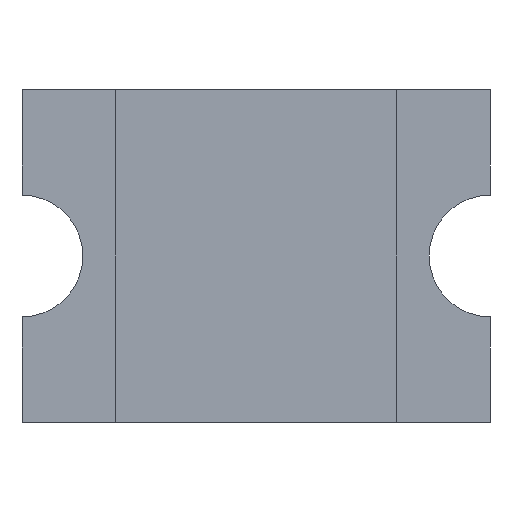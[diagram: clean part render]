
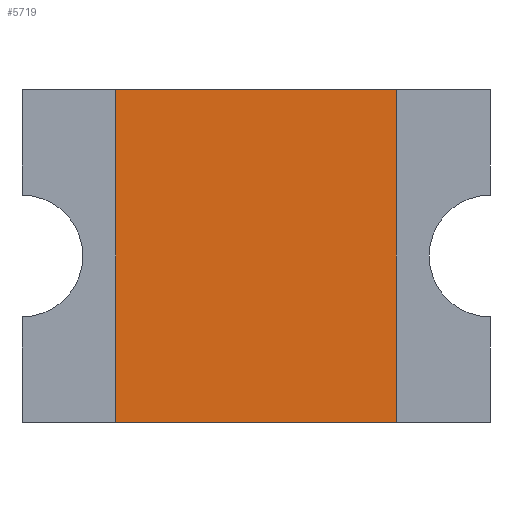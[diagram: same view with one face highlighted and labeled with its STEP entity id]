
A CAD part, front view. The second image highlights one B-rep face of the part: STEP entity #5719.
In plain terms, the highlighted planar face has unit normal (0, -1, 0).
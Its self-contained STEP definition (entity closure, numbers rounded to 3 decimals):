
#189 = ORIENTED_EDGE ( 'NONE', *, *, #3964, .F. ) ;
#411 = CARTESIAN_POINT ( 'NONE',  ( -1.35, -0.723, -1.6 ) ) ;
#1578 = CARTESIAN_POINT ( 'NONE',  ( -1.35, -0.723, 1.6 ) ) ;
#1624 = EDGE_CURVE ( 'NONE', #8832, #2927, #3773, .T. ) ;
#1670 = CARTESIAN_POINT ( 'NONE',  ( 1.35, -0.723, -1.6 ) ) ;
#1737 = VECTOR ( 'NONE', #3444, 1000. ) ;
#1738 = DIRECTION ( 'NONE',  ( 0., 0., 1. ) ) ;
#2847 = LINE ( 'NONE', #1578, #11174 ) ;
#2927 = VERTEX_POINT ( 'NONE', #1670 ) ;
#3444 = DIRECTION ( 'NONE',  ( 0., 0., -1. ) ) ;
#3773 = LINE ( 'NONE', #11427, #7132 ) ;
#3964 = EDGE_CURVE ( 'NONE', #10545, #8832, #2847, .T. ) ;
#4577 = DIRECTION ( 'NONE',  ( 1., 0., 0. ) ) ;
#5136 = PLANE ( 'NONE',  #10940 ) ;
#5505 = LINE ( 'NONE', #8792, #1737 ) ;
#5530 = LINE ( 'NONE', #10114, #10502 ) ;
#5719 = ADVANCED_FACE ( 'NONE', ( #13005 ), #5136, .F. ) ;
#7132 = VECTOR ( 'NONE', #8076, 1000. ) ;
#7309 = DIRECTION ( 'NONE',  ( 1., 0., 0. ) ) ;
#8076 = DIRECTION ( 'NONE',  ( 0., 0., -1. ) ) ;
#8190 = ORIENTED_EDGE ( 'NONE', *, *, #10158, .T. ) ;
#8251 = CARTESIAN_POINT ( 'NONE',  ( 1.35, -0.723, 1.6 ) ) ;
#8792 = CARTESIAN_POINT ( 'NONE',  ( -1.35, -0.723, 1.6 ) ) ;
#8832 = VERTEX_POINT ( 'NONE', #8251 ) ;
#9501 = DIRECTION ( 'NONE',  ( 0., 1., 0. ) ) ;
#10114 = CARTESIAN_POINT ( 'NONE',  ( -1.35, -0.723, -1.6 ) ) ;
#10158 = EDGE_CURVE ( 'NONE', #12740, #2927, #5530, .T. ) ;
#10326 = EDGE_LOOP ( 'NONE', ( #8190, #11043, #189, #14180 ) ) ;
#10502 = VECTOR ( 'NONE', #4577, 1000. ) ;
#10545 = VERTEX_POINT ( 'NONE', #14103 ) ;
#10940 = AXIS2_PLACEMENT_3D ( 'NONE', #11693, #9501, #1738 ) ;
#11043 = ORIENTED_EDGE ( 'NONE', *, *, #1624, .F. ) ;
#11174 = VECTOR ( 'NONE', #7309, 1000. ) ;
#11427 = CARTESIAN_POINT ( 'NONE',  ( 1.35, -0.723, 1.6 ) ) ;
#11693 = CARTESIAN_POINT ( 'NONE',  ( -1.35, -0.723, 1.6 ) ) ;
#12740 = VERTEX_POINT ( 'NONE', #411 ) ;
#13005 = FACE_OUTER_BOUND ( 'NONE', #10326, .T. ) ;
#13676 = EDGE_CURVE ( 'NONE', #10545, #12740, #5505, .T. ) ;
#14103 = CARTESIAN_POINT ( 'NONE',  ( -1.35, -0.723, 1.6 ) ) ;
#14180 = ORIENTED_EDGE ( 'NONE', *, *, #13676, .T. ) ;
